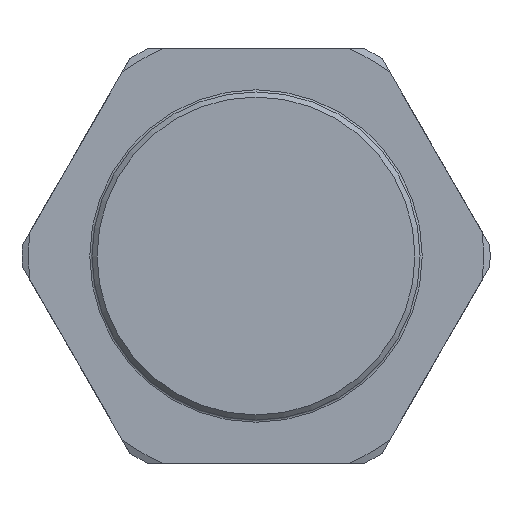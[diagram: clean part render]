
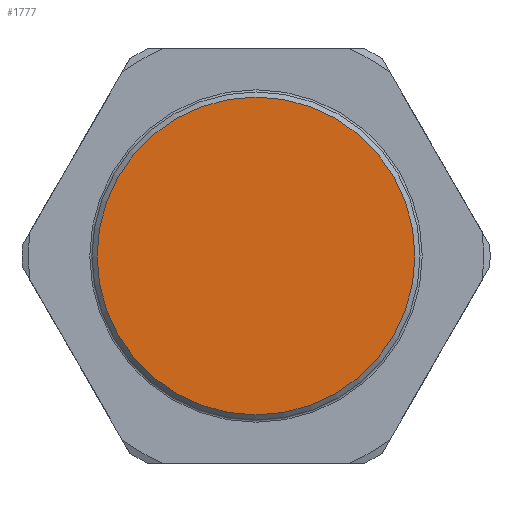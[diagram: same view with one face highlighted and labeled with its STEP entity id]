
A CAD part, left-side view. The second image highlights one B-rep face of the part: STEP entity #1777.
In plain terms, the highlighted planar face has unit normal (-1, 0, 0).
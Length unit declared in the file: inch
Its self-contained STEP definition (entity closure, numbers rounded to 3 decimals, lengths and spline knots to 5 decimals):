
#408=FACE_OUTER_BOUND('',#507,.T.);
#507=EDGE_LOOP('',(#1370,#1371));
#628=CIRCLE('',#1956,1.43031);
#629=CIRCLE('',#1957,1.43031);
#788=VERTEX_POINT('',#2914);
#789=VERTEX_POINT('',#2915);
#1005=EDGE_CURVE('',#788,#789,#628,.T.);
#1006=EDGE_CURVE('',#789,#788,#629,.T.);
#1370=ORIENTED_EDGE('',*,*,#1005,.F.);
#1371=ORIENTED_EDGE('',*,*,#1006,.F.);
#1718=PLANE('',#1955);
#1777=ADVANCED_FACE('',(#408),#1718,.T.);
#1955=AXIS2_PLACEMENT_3D('',#2913,#2321,#2322);
#1956=AXIS2_PLACEMENT_3D('',#2916,#2323,#2324);
#1957=AXIS2_PLACEMENT_3D('',#2917,#2325,#2326);
#2321=DIRECTION('center_axis',(-1.,0.,0.));
#2322=DIRECTION('ref_axis',(0.,0.,
-1.));
#2323=DIRECTION('center_axis',(1.,0.,0.));
#2324=DIRECTION('ref_axis',(0.,0.,
1.));
#2325=DIRECTION('center_axis',(1.,0.,0.));
#2326=DIRECTION('ref_axis',(0.,0.,
1.));
#2913=CARTESIAN_POINT('Origin',(-1.63681,-1.43031,0.));
#2914=CARTESIAN_POINT('',(-1.63681,-1.43031,0.));
#2915=CARTESIAN_POINT('',(-1.63681,1.43031,0.));
#2916=CARTESIAN_POINT('Origin',(-1.63681,0.,
0.));
#2917=CARTESIAN_POINT('Origin',(-1.63681,0.,
0.));
